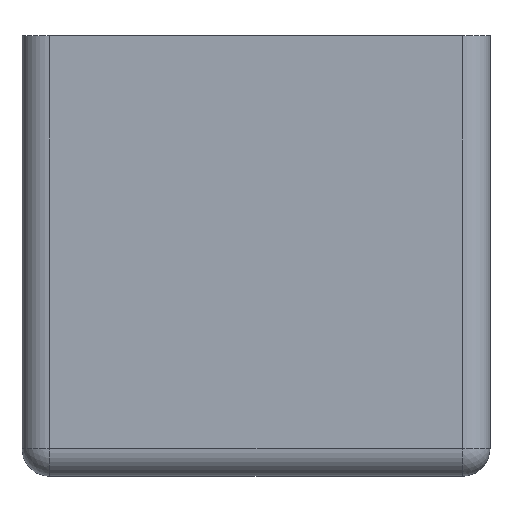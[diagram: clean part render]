
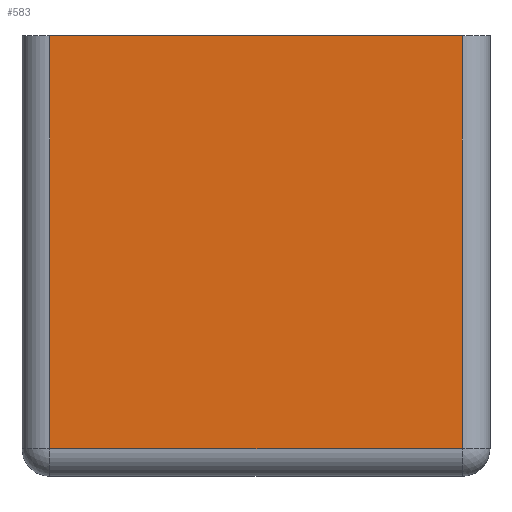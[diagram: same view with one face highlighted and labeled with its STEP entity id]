
A CAD part, left-side view. The second image highlights one B-rep face of the part: STEP entity #583.
In plain terms, the highlighted planar face has unit normal (-1, 0, 0).
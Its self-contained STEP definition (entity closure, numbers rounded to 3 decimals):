
#126 = PLANE('',#127);
#127 = AXIS2_PLACEMENT_3D('',#128,#129,#130);
#128 = CARTESIAN_POINT('',(-15.,-15.,15.));
#129 = DIRECTION('',(0.,0.,1.));
#130 = DIRECTION('',(1.,0.,0.));
#379 = VERTEX_POINT('',#380);
#380 = CARTESIAN_POINT('',(-17.,15.,15.));
#399 = CYLINDRICAL_SURFACE('',#400,2.);
#400 = AXIS2_PLACEMENT_3D('',#401,#402,#403);
#401 = CARTESIAN_POINT('',(-15.,15.,-15.));
#402 = DIRECTION('',(0.,0.,1.));
#403 = DIRECTION('',(0.,-1.,0.));
#411 = EDGE_CURVE('',#412,#379,#414,.T.);
#412 = VERTEX_POINT('',#413);
#413 = CARTESIAN_POINT('',(-17.,-15.,15.));
#414 = SURFACE_CURVE('',#415,(#419,#426),.PCURVE_S1.);
#415 = LINE('',#416,#417);
#416 = CARTESIAN_POINT('',(-17.,-15.,15.));
#417 = VECTOR('',#418,1.);
#418 = DIRECTION('',(0.,1.,0.));
#419 = PCURVE('',#126,#420);
#420 = DEFINITIONAL_REPRESENTATION('',(#421),#425);
#421 = LINE('',#422,#423);
#422 = CARTESIAN_POINT('',(-2.,0.));
#423 = VECTOR('',#424,1.);
#424 = DIRECTION('',(0.,1.));
#425 = ( GEOMETRIC_REPRESENTATION_CONTEXT(2) 
PARAMETRIC_REPRESENTATION_CONTEXT() REPRESENTATION_CONTEXT('2D SPACE',''
  ) );
#426 = PCURVE('',#427,#432);
#427 = PLANE('',#428);
#428 = AXIS2_PLACEMENT_3D('',#429,#430,#431);
#429 = CARTESIAN_POINT('',(-17.,-15.,-15.));
#430 = DIRECTION('',(1.,0.,0.));
#431 = DIRECTION('',(0.,0.,1.));
#432 = DEFINITIONAL_REPRESENTATION('',(#433),#437);
#433 = LINE('',#434,#435);
#434 = CARTESIAN_POINT('',(30.,0.));
#435 = VECTOR('',#436,1.);
#436 = DIRECTION('',(0.,-1.));
#437 = ( GEOMETRIC_REPRESENTATION_CONTEXT(2) 
PARAMETRIC_REPRESENTATION_CONTEXT() REPRESENTATION_CONTEXT('2D SPACE',''
  ) );
#456 = CYLINDRICAL_SURFACE('',#457,2.);
#457 = AXIS2_PLACEMENT_3D('',#458,#459,#460);
#458 = CARTESIAN_POINT('',(-15.,-15.,-15.));
#459 = DIRECTION('',(0.,0.,1.));
#460 = DIRECTION('',(0.,1.,0.));
#583 = ADVANCED_FACE('',(#584),#427,.F.);
#584 = FACE_BOUND('',#585,.F.);
#585 = EDGE_LOOP('',(#586,#609,#637,#658));
#586 = ORIENTED_EDGE('',*,*,#587,.F.);
#587 = EDGE_CURVE('',#588,#412,#590,.T.);
#588 = VERTEX_POINT('',#589);
#589 = CARTESIAN_POINT('',(-17.,-15.,-15.));
#590 = SURFACE_CURVE('',#591,(#595,#602),.PCURVE_S1.);
#591 = LINE('',#592,#593);
#592 = CARTESIAN_POINT('',(-17.,-15.,-15.));
#593 = VECTOR('',#594,1.);
#594 = DIRECTION('',(0.,0.,1.));
#595 = PCURVE('',#427,#596);
#596 = DEFINITIONAL_REPRESENTATION('',(#597),#601);
#597 = LINE('',#598,#599);
#598 = CARTESIAN_POINT('',(0.,0.));
#599 = VECTOR('',#600,1.);
#600 = DIRECTION('',(1.,0.));
#601 = ( GEOMETRIC_REPRESENTATION_CONTEXT(2) 
PARAMETRIC_REPRESENTATION_CONTEXT() REPRESENTATION_CONTEXT('2D SPACE',''
  ) );
#602 = PCURVE('',#456,#603);
#603 = DEFINITIONAL_REPRESENTATION('',(#604),#608);
#604 = LINE('',#605,#606);
#605 = CARTESIAN_POINT('',(1.571,0.));
#606 = VECTOR('',#607,1.);
#607 = DIRECTION('',(0.,1.));
#608 = ( GEOMETRIC_REPRESENTATION_CONTEXT(2) 
PARAMETRIC_REPRESENTATION_CONTEXT() REPRESENTATION_CONTEXT('2D SPACE',''
  ) );
#609 = ORIENTED_EDGE('',*,*,#610,.T.);
#610 = EDGE_CURVE('',#588,#611,#613,.T.);
#611 = VERTEX_POINT('',#612);
#612 = CARTESIAN_POINT('',(-17.,15.,-15.));
#613 = SURFACE_CURVE('',#614,(#618,#625),.PCURVE_S1.);
#614 = LINE('',#615,#616);
#615 = CARTESIAN_POINT('',(-17.,-15.,-15.));
#616 = VECTOR('',#617,1.);
#617 = DIRECTION('',(0.,1.,0.));
#618 = PCURVE('',#427,#619);
#619 = DEFINITIONAL_REPRESENTATION('',(#620),#624);
#620 = LINE('',#621,#622);
#621 = CARTESIAN_POINT('',(0.,0.));
#622 = VECTOR('',#623,1.);
#623 = DIRECTION('',(0.,-1.));
#624 = ( GEOMETRIC_REPRESENTATION_CONTEXT(2) 
PARAMETRIC_REPRESENTATION_CONTEXT() REPRESENTATION_CONTEXT('2D SPACE',''
  ) );
#625 = PCURVE('',#626,#631);
#626 = CYLINDRICAL_SURFACE('',#627,2.);
#627 = AXIS2_PLACEMENT_3D('',#628,#629,#630);
#628 = CARTESIAN_POINT('',(-15.,-15.,-15.));
#629 = DIRECTION('',(0.,1.,0.));
#630 = DIRECTION('',(0.,0.,1.));
#631 = DEFINITIONAL_REPRESENTATION('',(#632),#636);
#632 = LINE('',#633,#634);
#633 = CARTESIAN_POINT('',(-1.571,0.));
#634 = VECTOR('',#635,1.);
#635 = DIRECTION('',(-0.,1.));
#636 = ( GEOMETRIC_REPRESENTATION_CONTEXT(2) 
PARAMETRIC_REPRESENTATION_CONTEXT() REPRESENTATION_CONTEXT('2D SPACE',''
  ) );
#637 = ORIENTED_EDGE('',*,*,#638,.T.);
#638 = EDGE_CURVE('',#611,#379,#639,.T.);
#639 = SURFACE_CURVE('',#640,(#644,#651),.PCURVE_S1.);
#640 = LINE('',#641,#642);
#641 = CARTESIAN_POINT('',(-17.,15.,-15.));
#642 = VECTOR('',#643,1.);
#643 = DIRECTION('',(0.,0.,1.));
#644 = PCURVE('',#427,#645);
#645 = DEFINITIONAL_REPRESENTATION('',(#646),#650);
#646 = LINE('',#647,#648);
#647 = CARTESIAN_POINT('',(0.,-30.));
#648 = VECTOR('',#649,1.);
#649 = DIRECTION('',(1.,0.));
#650 = ( GEOMETRIC_REPRESENTATION_CONTEXT(2) 
PARAMETRIC_REPRESENTATION_CONTEXT() REPRESENTATION_CONTEXT('2D SPACE',''
  ) );
#651 = PCURVE('',#399,#652);
#652 = DEFINITIONAL_REPRESENTATION('',(#653),#657);
#653 = LINE('',#654,#655);
#654 = CARTESIAN_POINT('',(-1.571,0.));
#655 = VECTOR('',#656,1.);
#656 = DIRECTION('',(-0.,1.));
#657 = ( GEOMETRIC_REPRESENTATION_CONTEXT(2) 
PARAMETRIC_REPRESENTATION_CONTEXT() REPRESENTATION_CONTEXT('2D SPACE',''
  ) );
#658 = ORIENTED_EDGE('',*,*,#411,.F.);
